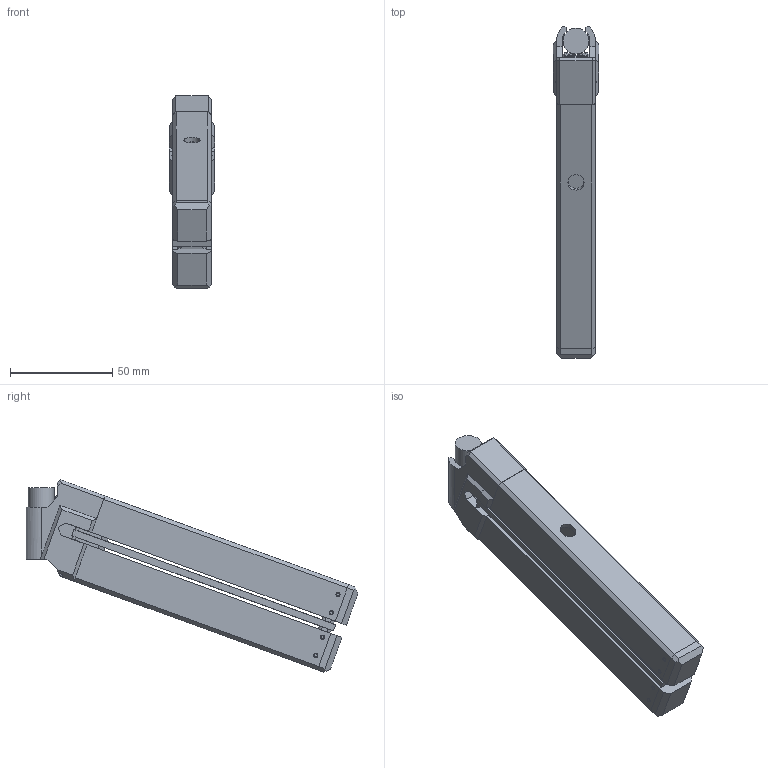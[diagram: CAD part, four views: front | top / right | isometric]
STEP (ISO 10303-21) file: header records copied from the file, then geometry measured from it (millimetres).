
FILE_DESCRIPTION(/* description */ ('Alibre Inc.'),/* implementation_level */ '2;1');
FILE_NAME(/* name */ 'export0',/* time_stamp */ '2017-10-27T15:48:01-04:00',/* author */ (''),/* organization */ (''),/* preprocessor_version */ 'ST-DEVELOPER v10',/* originating_system */ 'Alibre',/* authorisation */ '');
FILE_SCHEMA (('AUTOMOTIVE_DESIGN'));
Length unit declared in the file: centimetre
Bounding box: 22.23 x 162.54 x 94.19 mm (x, y, z)
Volume: 64270.9 mm3; surface area: 46449 mm2
Topology: 13 solids, 13 shells, 273 faces, 711 edges, 458 vertices
Faces by surface type: plane 216, cylinder 43, bspline 10, cone 4
Full cylindrical faces by diameter (mm): 1.587 x6, 2.032 x16, 7.938 x1, 12.7 x1
Entity records: 8563 total; most frequent: CARTESIAN_POINT 2279, ORIENTED_EDGE 1338, DIRECTION 1001, EDGE_CURVE 669, VECTOR 536, LINE 536, VERTEX_POINT 444, AXIS2_PLACEMENT_3D 321
